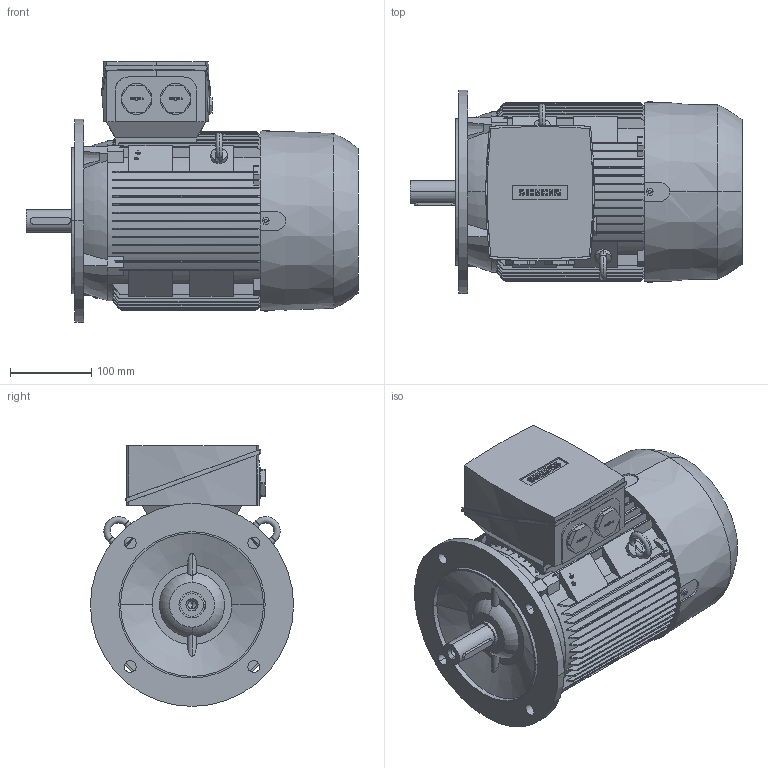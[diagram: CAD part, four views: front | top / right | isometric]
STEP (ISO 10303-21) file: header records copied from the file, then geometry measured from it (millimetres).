
FILE_DESCRIPTION(('STEP AP214'),'1');
FILE_NAME('cctmp_0DBC3AB3-DD08-447B-82A4-AB9005D86DA4_2023_06_26_14_55_58_0894..stp','2023-06-26T12:55:59',('SIEMENS A&D'),('CADClick - www.CADClick.com'),'Spatial InterOp 3D',' ','unknown authorization');
FILE_SCHEMA(('AUTOMOTIVE_DESIGN'));
Length unit declared in the file: millimetre
Products named in the file (1): 2023_06_26_14_55_58_0879
Bounding box: 408.5 x 250 x 321 mm (x, y, z)
Volume: 13410827.4 mm3; surface area: 636519.3 mm2
Topology: 1 solids, 1 shells, 910 faces, 2516 edges, 1658 vertices
Faces by surface type: plane 532, cylinder 218, torus 130, cone 26, sphere 4
Entity records: 42983 total; most frequent: CARTESIAN_POINT 12939, ORIENTED_EDGE 5028, DIRECTION 4367, EDGE_CURVE 2514, VERTEX_POINT 1658, LINE 1487, VECTOR 1487, AXIS2_PLACEMENT_3D 1440
